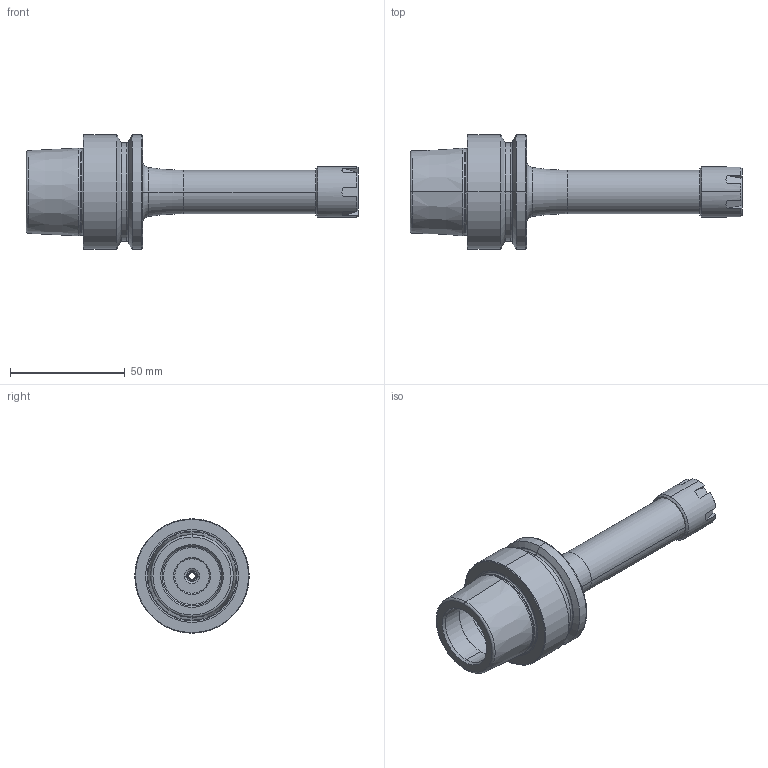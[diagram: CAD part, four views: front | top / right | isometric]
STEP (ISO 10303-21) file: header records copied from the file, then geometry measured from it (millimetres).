
FILE_DESCRIPTION (( 'STEP AP203' ), '1' );
FILE_NAME ('HE5.E17.K01.120.STEP', '2018-02-16T12:24:35', ( 'SWIAdmin' ), ( 'Hewlett-Packard Company' ), 'SwSTEP 2.0', 'SolidWorks 2017', '' );
FILE_SCHEMA (( 'CONFIG_CONTROL_DESIGN' ));
Length unit declared in the file: millimetre
Products named in the file (4): HE5-E17.K01.120_A_Fertigbearbeitung; E17-ER1.001.018; ERU-AN2.K01.016_A; HE5.E17.K01.120
Assembly tree (3 placements, depth 2):
  HE5.E17.K01.120
    HE5-E17.K01.120_A_Fertigbearbeitung
    E17-ER1.001.018
    ERU-AN2.K01.016_A
Bounding box: 144.9 x 50 x 50 mm (x, y, z)
Volume: 73353.2 mm3; surface area: 25162.6 mm2
Topology: 3 solids, 3 shells, 185 faces, 425 edges, 253 vertices
Faces by surface type: plane 66, cone 46, cylinder 43, torus 30
Entity records: 5725 total; most frequent: CARTESIAN_POINT 1071, DIRECTION 962, ORIENTED_EDGE 850, EDGE_CURVE 425, AXIS2_PLACEMENT_3D 389, VERTEX_POINT 253, EDGE_LOOP 198, CIRCLE 198
